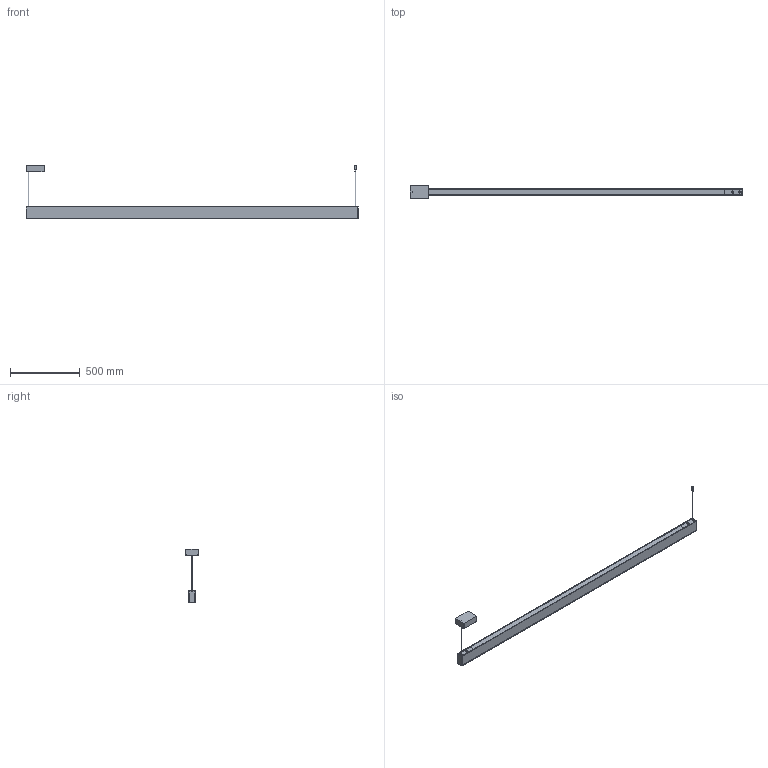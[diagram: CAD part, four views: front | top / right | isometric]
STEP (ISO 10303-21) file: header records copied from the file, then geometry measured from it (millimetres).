
FILE_DESCRIPTION(/* description */ (''),/* implementation_level */ '2;1');
FILE_NAME(/* name */ 'PRGT03A199__A.SMART 8X DIRETTA',/* time_stamp */ '2018-07-17T12:05:07+02:00',/* author */ (''),/* organization */ (''),/* preprocessor_version */ 'ST-DEVELOPER v15',/* originating_system */ '',/* authorisation */ '');
FILE_SCHEMA (('CONFIG_CONTROL_DESIGN'));
Length unit declared in the file: millimetre
Products named in the file (1): Document
Bounding box: 2373.5 x 87.61 x 383.25 mm (x, y, z)
Volume: 1074028.9 mm3; surface area: 1330105.7 mm2
Topology: 13 solids, 16 shells, 281 faces, 716 edges, 452 vertices
Faces by surface type: bspline 156, plane 125
Entity records: 9805 total; most frequent: CARTESIAN_POINT 5448, ORIENTED_EDGE 1399, EDGE_CURVE 702, VERTEX_POINT 449, B_SPLINE_CURVE_WITH_KNOTS 430, EDGE_LOOP 295, ADVANCED_FACE 280, FACE_OUTER_BOUND 280
